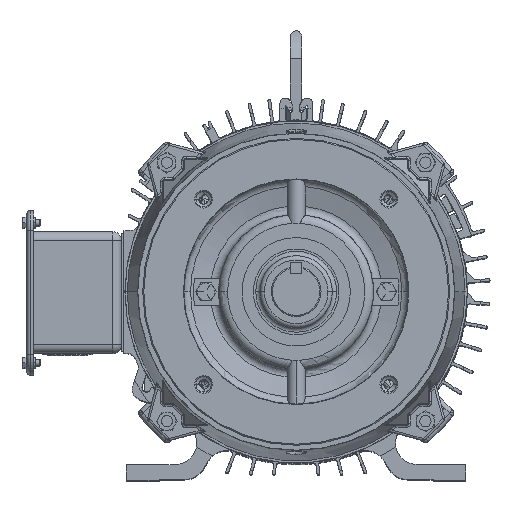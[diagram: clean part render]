
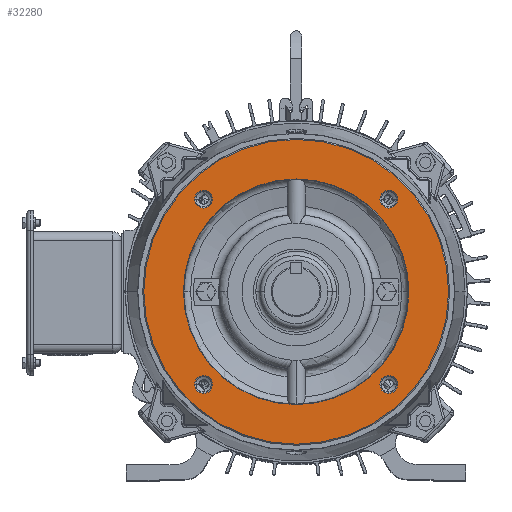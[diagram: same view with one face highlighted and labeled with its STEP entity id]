
A CAD part, top view. The second image highlights one B-rep face of the part: STEP entity #32280.
In plain terms, the highlighted planar face has unit normal (0, 0, 1).
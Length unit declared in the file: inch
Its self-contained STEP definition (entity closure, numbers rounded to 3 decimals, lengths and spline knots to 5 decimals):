
#274 = DIRECTION ( 'NONE',  ( 0., 0., 1. ) ) ;
#1036 = DIRECTION ( 'NONE',  ( 0., -1., 0. ) ) ;
#1157 = AXIS2_PLACEMENT_3D ( 'NONE', #123109, #90368, #1843 ) ;
#1841 = VERTEX_POINT ( 'NONE', #10227 ) ;
#1843 = DIRECTION ( 'NONE',  ( 1., 0., 0. ) ) ;
#5541 = CARTESIAN_POINT ( 'NONE',  ( 0., 3.1227, 7.55 ) ) ;
#6786 = CIRCLE ( 'NONE', #91971, 0.245 ) ;
#7278 = EDGE_CURVE ( 'NONE', #87030, #131827, #82712, .T. ) ;
#10227 = CARTESIAN_POINT ( 'NONE',  ( -2.80826, -2.56326, 7.55 ) ) ;
#10529 = CIRCLE ( 'NONE', #43641, 0.245 ) ;
#10738 = CARTESIAN_POINT ( 'NONE',  ( -2.56326, -2.56326, 7.55 ) ) ;
#12809 = DIRECTION ( 'NONE',  ( 0., 0., 1. ) ) ;
#13183 = EDGE_CURVE ( 'NONE', #131827, #87030, #23694, .T. ) ;
#14030 = ORIENTED_EDGE ( 'NONE', *, *, #117515, .F. ) ;
#20565 = ORIENTED_EDGE ( 'NONE', *, *, #115661, .F. ) ;
#20725 = DIRECTION ( 'NONE',  ( 0., 0., 1. ) ) ;
#20904 = EDGE_LOOP ( 'NONE', ( #152444, #88747 ) ) ;
#23603 = EDGE_CURVE ( 'NONE', #137789, #147904, #100841, .T. ) ;
#23694 = CIRCLE ( 'NONE', #23927, 3.1227 ) ;
#23927 = AXIS2_PLACEMENT_3D ( 'NONE', #37137, #121763, #1036 ) ;
#23964 = AXIS2_PLACEMENT_3D ( 'NONE', #68652, #139523, #91919 ) ;
#25852 = CIRCLE ( 'NONE', #23964, 0.245 ) ;
#32280 = ADVANCED_FACE ( 'NONE', ( #133419, #127801, #72949, #78701, #103248, #67297 ), #144920, .F. ) ;
#34279 = EDGE_LOOP ( 'NONE', ( #14030, #59519 ) ) ;
#34505 = EDGE_CURVE ( 'NONE', #47257, #97763, #78287, .T. ) ;
#36614 = EDGE_CURVE ( 'NONE', #106226, #106272, #83950, .T. ) ;
#37137 = CARTESIAN_POINT ( 'NONE',  ( 0., 0., 7.55 ) ) ;
#37461 = EDGE_LOOP ( 'NONE', ( #94897, #84226 ) ) ;
#37943 = EDGE_CURVE ( 'NONE', #140409, #150914, #60816, .T. ) ;
#38001 = EDGE_CURVE ( 'NONE', #1841, #135268, #41810, .T. ) ;
#41810 = CIRCLE ( 'NONE', #1157, 0.245 ) ;
#41944 = EDGE_CURVE ( 'NONE', #106272, #106226, #6786, .T. ) ;
#43641 = AXIS2_PLACEMENT_3D ( 'NONE', #85463, #12809, #46836 ) ;
#44514 = CARTESIAN_POINT ( 'NONE',  ( -2.56326, 2.56326, 7.55 ) ) ;
#45026 = DIRECTION ( 'NONE',  ( 0., -1., 0. ) ) ;
#45713 = AXIS2_PLACEMENT_3D ( 'NONE', #10738, #72261, #96048 ) ;
#46836 = DIRECTION ( 'NONE',  ( 0., -1., 0. ) ) ;
#47257 = VERTEX_POINT ( 'NONE', #105791 ) ;
#54333 = AXIS2_PLACEMENT_3D ( 'NONE', #139940, #116091, #90784 ) ;
#56321 = EDGE_LOOP ( 'NONE', ( #135541, #147227 ) ) ;
#59519 = ORIENTED_EDGE ( 'NONE', *, *, #34505, .F. ) ;
#59645 = DIRECTION ( 'NONE',  ( 0., 0., -1. ) ) ;
#60816 = CIRCLE ( 'NONE', #69259, 0.245 ) ;
#62264 = CARTESIAN_POINT ( 'NONE',  ( 2.56326, -2.31826, 7.55 ) ) ;
#63542 = DIRECTION ( 'NONE',  ( 0., 0., 1. ) ) ;
#67297 = FACE_BOUND ( 'NONE', #76747, .T. ) ;
#68652 = CARTESIAN_POINT ( 'NONE',  ( 2.56326, 2.56326, 7.55 ) ) ;
#69259 = AXIS2_PLACEMENT_3D ( 'NONE', #72965, #274, #145915 ) ;
#72261 = DIRECTION ( 'NONE',  ( 0., 0., 1. ) ) ;
#72920 = DIRECTION ( 'NONE',  ( 0., 1., 0. ) ) ;
#72949 = FACE_BOUND ( 'NONE', #149909, .T. ) ;
#72965 = CARTESIAN_POINT ( 'NONE',  ( 2.56326, 2.56326, 7.55 ) ) ;
#73233 = CARTESIAN_POINT ( 'NONE',  ( 0., 4.21925, 7.55 ) ) ;
#76747 = EDGE_LOOP ( 'NONE', ( #20565, #105395 ) ) ;
#78287 = CIRCLE ( 'NONE', #112522, 4.21925 ) ;
#78347 = ORIENTED_EDGE ( 'NONE', *, *, #37943, .F. ) ;
#78701 = FACE_BOUND ( 'NONE', #20904, .T. ) ;
#78798 = CARTESIAN_POINT ( 'NONE',  ( -2.31826, -2.56326, 7.55 ) ) ;
#79162 = AXIS2_PLACEMENT_3D ( 'NONE', #135949, #63542, #148184 ) ;
#82245 = CARTESIAN_POINT ( 'NONE',  ( -2.56326, 2.56326, 7.55 ) ) ;
#82712 = CIRCLE ( 'NONE', #79162, 3.1227 ) ;
#83950 = CIRCLE ( 'NONE', #94476, 0.245 ) ;
#84226 = ORIENTED_EDGE ( 'NONE', *, *, #7278, .F. ) ;
#85463 = CARTESIAN_POINT ( 'NONE',  ( 2.56326, -2.56326, 7.55 ) ) ;
#87030 = VERTEX_POINT ( 'NONE', #5541 ) ;
#88747 = ORIENTED_EDGE ( 'NONE', *, *, #36614, .F. ) ;
#90368 = DIRECTION ( 'NONE',  ( 0., 0., 1. ) ) ;
#90784 = DIRECTION ( 'NONE',  ( 0., -1., 0. ) ) ;
#91919 = DIRECTION ( 'NONE',  ( 1., 0., 0. ) ) ;
#91971 = AXIS2_PLACEMENT_3D ( 'NONE', #44514, #105350, #45026 ) ;
#94476 = AXIS2_PLACEMENT_3D ( 'NONE', #82245, #20725, #106009 ) ;
#94897 = ORIENTED_EDGE ( 'NONE', *, *, #13183, .F. ) ;
#96048 = DIRECTION ( 'NONE',  ( 1., 0., 0. ) ) ;
#96766 = CARTESIAN_POINT ( 'NONE',  ( 0., 1.23, 7.55 ) ) ;
#97763 = VERTEX_POINT ( 'NONE', #73233 ) ;
#100595 = CARTESIAN_POINT ( 'NONE',  ( 2.80826, 2.56326, 7.55 ) ) ;
#100841 = CIRCLE ( 'NONE', #54333, 0.245 ) ;
#103248 = FACE_BOUND ( 'NONE', #56321, .T. ) ;
#103451 = CIRCLE ( 'NONE', #45713, 0.245 ) ;
#105350 = DIRECTION ( 'NONE',  ( 0., 0., 1. ) ) ;
#105395 = ORIENTED_EDGE ( 'NONE', *, *, #23603, .F. ) ;
#105578 = CARTESIAN_POINT ( 'NONE',  ( -2.56326, 2.31826, 7.55 ) ) ;
#105791 = CARTESIAN_POINT ( 'NONE',  ( 0., -4.21925, 7.55 ) ) ;
#106009 = DIRECTION ( 'NONE',  ( 0., -1., 0. ) ) ;
#106226 = VERTEX_POINT ( 'NONE', #141565 ) ;
#106272 = VERTEX_POINT ( 'NONE', #105578 ) ;
#106383 = EDGE_CURVE ( 'NONE', #135268, #1841, #103451, .T. ) ;
#108885 = DIRECTION ( 'NONE',  ( 0., 0., -1. ) ) ;
#109402 = DIRECTION ( 'NONE',  ( -1., 0., 0. ) ) ;
#112522 = AXIS2_PLACEMENT_3D ( 'NONE', #146401, #146932, #72920 ) ;
#115552 = CARTESIAN_POINT ( 'NONE',  ( 0., -3.1227, 7.55 ) ) ;
#115661 = EDGE_CURVE ( 'NONE', #147904, #137789, #10529, .T. ) ;
#116091 = DIRECTION ( 'NONE',  ( 0., 0., 1. ) ) ;
#117515 = EDGE_CURVE ( 'NONE', #97763, #47257, #122066, .T. ) ;
#117766 = AXIS2_PLACEMENT_3D ( 'NONE', #133142, #59645, #122034 ) ;
#121763 = DIRECTION ( 'NONE',  ( 0., 0., 1. ) ) ;
#122034 = DIRECTION ( 'NONE',  ( 0., 1., 0. ) ) ;
#122066 = CIRCLE ( 'NONE', #117766, 4.21925 ) ;
#123109 = CARTESIAN_POINT ( 'NONE',  ( -2.56326, -2.56326, 7.55 ) ) ;
#127801 = FACE_BOUND ( 'NONE', #37461, .T. ) ;
#131827 = VERTEX_POINT ( 'NONE', #115552 ) ;
#133142 = CARTESIAN_POINT ( 'NONE',  ( 0., 0., 7.55 ) ) ;
#133419 = FACE_OUTER_BOUND ( 'NONE', #34279, .T. ) ;
#135268 = VERTEX_POINT ( 'NONE', #78798 ) ;
#135541 = ORIENTED_EDGE ( 'NONE', *, *, #106383, .F. ) ;
#135949 = CARTESIAN_POINT ( 'NONE',  ( 0., 0., 7.55 ) ) ;
#137649 = ORIENTED_EDGE ( 'NONE', *, *, #147261, .F. ) ;
#137789 = VERTEX_POINT ( 'NONE', #62264 ) ;
#139523 = DIRECTION ( 'NONE',  ( 0., 0., 1. ) ) ;
#139940 = CARTESIAN_POINT ( 'NONE',  ( 2.56326, -2.56326, 7.55 ) ) ;
#140409 = VERTEX_POINT ( 'NONE', #157170 ) ;
#141565 = CARTESIAN_POINT ( 'NONE',  ( -2.56326, 2.80826, 7.55 ) ) ;
#144810 = AXIS2_PLACEMENT_3D ( 'NONE', #96766, #108885, #109402 ) ;
#144920 = PLANE ( 'NONE',  #144810 ) ;
#145915 = DIRECTION ( 'NONE',  ( 1., 0., 0. ) ) ;
#146401 = CARTESIAN_POINT ( 'NONE',  ( 0., 0., 7.55 ) ) ;
#146932 = DIRECTION ( 'NONE',  ( 0., 0., -1. ) ) ;
#147227 = ORIENTED_EDGE ( 'NONE', *, *, #38001, .F. ) ;
#147261 = EDGE_CURVE ( 'NONE', #150914, #140409, #25852, .T. ) ;
#147904 = VERTEX_POINT ( 'NONE', #157015 ) ;
#148184 = DIRECTION ( 'NONE',  ( 0., -1., 0. ) ) ;
#149909 = EDGE_LOOP ( 'NONE', ( #137649, #78347 ) ) ;
#150914 = VERTEX_POINT ( 'NONE', #100595 ) ;
#152444 = ORIENTED_EDGE ( 'NONE', *, *, #41944, .F. ) ;
#157015 = CARTESIAN_POINT ( 'NONE',  ( 2.56326, -2.80826, 7.55 ) ) ;
#157170 = CARTESIAN_POINT ( 'NONE',  ( 2.31826, 2.56326, 7.55 ) ) ;
